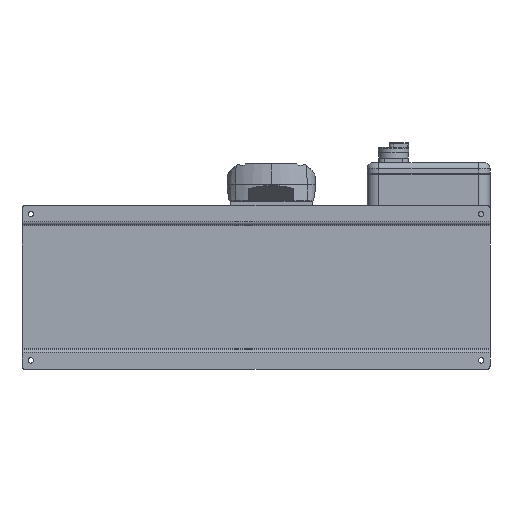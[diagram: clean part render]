
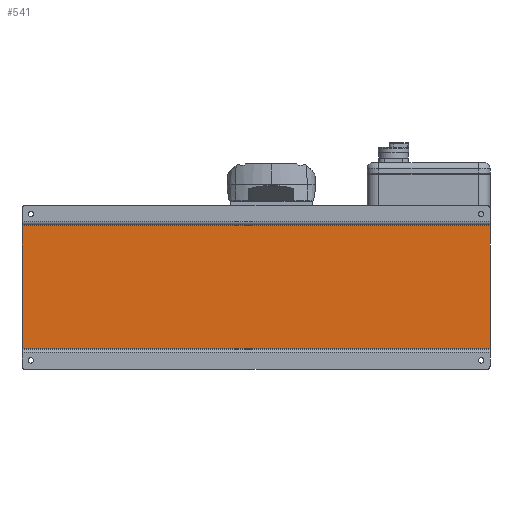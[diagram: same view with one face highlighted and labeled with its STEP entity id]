
A CAD part, front view. The second image highlights one B-rep face of the part: STEP entity #541.
In plain terms, the highlighted planar face has unit normal (0, -1, 0).
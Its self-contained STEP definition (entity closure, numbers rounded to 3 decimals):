
#541 = ADVANCED_FACE ( 'NONE', ( #11690 ), #85038, .F. ) ;
#1643 = CARTESIAN_POINT ( 'NONE',  ( -400., 51., -105. ) ) ;
#3068 = ORIENTED_EDGE ( 'NONE', *, *, #62666, .F. ) ;
#3472 = CARTESIAN_POINT ( 'NONE',  ( 400., 51., -105. ) ) ;
#4338 = VERTEX_POINT ( 'NONE', #27963 ) ;
#8569 = AXIS2_PLACEMENT_3D ( 'NONE', #51501, #17502, #44784 ) ;
#8877 = ORIENTED_EDGE ( 'NONE', *, *, #62934, .T. ) ;
#11690 = FACE_OUTER_BOUND ( 'NONE', #17012, .T. ) ;
#17012 = EDGE_LOOP ( 'NONE', ( #8877, #42561, #3068, #50132 ) ) ;
#17502 = DIRECTION ( 'NONE',  ( 0., 1., 0. ) ) ;
#18570 = LINE ( 'NONE', #24890, #58913 ) ;
#24890 = CARTESIAN_POINT ( 'NONE',  ( -400., 51., -105. ) ) ;
#27963 = CARTESIAN_POINT ( 'NONE',  ( -400., 51., 105. ) ) ;
#37964 = VERTEX_POINT ( 'NONE', #50456 ) ;
#38247 = DIRECTION ( 'NONE',  ( 0., 0., -1. ) ) ;
#39301 = LINE ( 'NONE', #87152, #54687 ) ;
#40351 = VERTEX_POINT ( 'NONE', #64989 ) ;
#42561 = ORIENTED_EDGE ( 'NONE', *, *, #55712, .F. ) ;
#43307 = VECTOR ( 'NONE', #58055, 1000. ) ;
#44784 = DIRECTION ( 'NONE',  ( 0., 0., 1. ) ) ;
#50132 = ORIENTED_EDGE ( 'NONE', *, *, #55114, .T. ) ;
#50456 = CARTESIAN_POINT ( 'NONE',  ( 400., 51., -105. ) ) ;
#51501 = CARTESIAN_POINT ( 'NONE',  ( 400., 51., -105. ) ) ;
#54687 = VECTOR ( 'NONE', #66573, 1000. ) ;
#55114 = EDGE_CURVE ( 'NONE', #40351, #4338, #39301, .T. ) ;
#55712 = EDGE_CURVE ( 'NONE', #37964, #61202, #70543, .T. ) ;
#57795 = LINE ( 'NONE', #84593, #66012 ) ;
#58055 = DIRECTION ( 'NONE',  ( -1., 0., 0. ) ) ;
#58913 = VECTOR ( 'NONE', #38247, 1000. ) ;
#61202 = VERTEX_POINT ( 'NONE', #1643 ) ;
#62666 = EDGE_CURVE ( 'NONE', #40351, #37964, #57795, .T. ) ;
#62934 = EDGE_CURVE ( 'NONE', #4338, #61202, #18570, .T. ) ;
#64989 = CARTESIAN_POINT ( 'NONE',  ( 400., 51., 105. ) ) ;
#66012 = VECTOR ( 'NONE', #85029, 1000. ) ;
#66573 = DIRECTION ( 'NONE',  ( -1., 0., 0. ) ) ;
#70543 = LINE ( 'NONE', #3472, #43307 ) ;
#84593 = CARTESIAN_POINT ( 'NONE',  ( 400., 51., 105. ) ) ;
#85029 = DIRECTION ( 'NONE',  ( 0., 0., -1. ) ) ;
#85038 = PLANE ( 'NONE',  #8569 ) ;
#87152 = CARTESIAN_POINT ( 'NONE',  ( 400., 51., 105. ) ) ;
